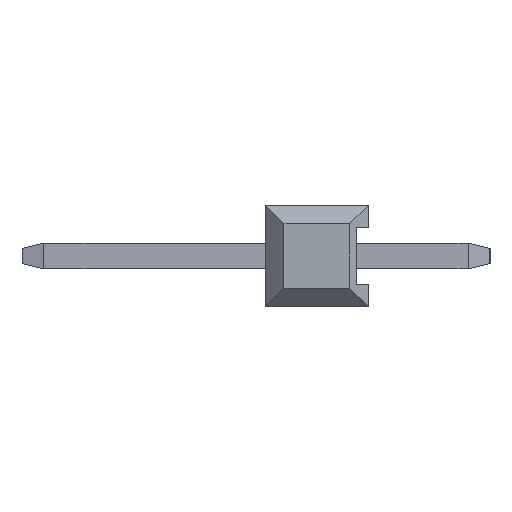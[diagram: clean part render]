
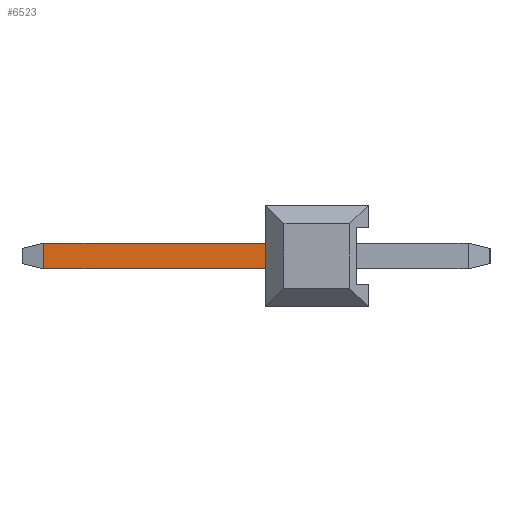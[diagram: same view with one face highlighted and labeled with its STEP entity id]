
A CAD part, left-side view. The second image highlights one B-rep face of the part: STEP entity #6523.
In plain terms, the highlighted planar face has unit normal (-1, 0, 0).
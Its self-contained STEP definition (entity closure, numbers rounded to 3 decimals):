
#1580 = PLANE ( 'NONE',  #8856 ) ;
#1581 = CARTESIAN_POINT ( 'NONE',  ( -0.32, 8.54, 0.32 ) ) ;
#1582 = DIRECTION ( 'NONE',  ( -1., 0., 0. ) ) ;
#1583 = DIRECTION ( 'NONE',  ( 0., 0., 1. ) ) ;
#6523 = ADVANCED_FACE ( 'NONE', ( #8849 ), #1580, .T. ) ;
#7921 = LINE ( 'NONE', #7922, #17177 ) ;
#7922 = CARTESIAN_POINT ( 'NONE',  ( -0.32, 2.54, -0.32 ) ) ;
#7923 = DIRECTION ( 'NONE',  ( 0., 0., 1. ) ) ;
#8567 = CARTESIAN_POINT ( 'NONE',  ( -0.32, 2.54, -0.32 ) ) ;
#8568 = CARTESIAN_POINT ( 'NONE',  ( -0.32, 2.54, 0.32 ) ) ;
#8597 = CARTESIAN_POINT ( 'NONE',  ( -0.32, 7.999, -0.32 ) ) ;
#8599 = CARTESIAN_POINT ( 'NONE',  ( -0.32, 7.999, 0.32 ) ) ;
#8849 = FACE_OUTER_BOUND ( 'NONE', #9618, .T. ) ;
#8856 = AXIS2_PLACEMENT_3D ( 'NONE', #1581, #1582, #1583 ) ;
#9618 = EDGE_LOOP ( 'NONE', ( #23028, #23030, #23029, #23031 ) ) ;
#11786 = EDGE_CURVE ( 'NONE', #15134, #15135, #7921, .T. ) ;
#13159 = VECTOR ( 'NONE', #13771, 1000. ) ;
#13769 = LINE ( 'NONE', #13770, #13159 ) ;
#13770 = CARTESIAN_POINT ( 'NONE',  ( -0.32, 8.54, 0.32 ) ) ;
#13771 = DIRECTION ( 'NONE',  ( 0., -1., 0. ) ) ;
#15134 = VERTEX_POINT ( 'NONE', #8567 ) ;
#15135 = VERTEX_POINT ( 'NONE', #8568 ) ;
#15164 = VERTEX_POINT ( 'NONE', #8597 ) ;
#15166 = VERTEX_POINT ( 'NONE', #8599 ) ;
#16018 = EDGE_CURVE ( 'NONE', #15166, #15135, #13769, .T. ) ;
#16223 = EDGE_CURVE ( 'NONE', #15164, #15134, #24915, .T. ) ;
#16237 = EDGE_CURVE ( 'NONE', #15166, #15164, #24977, .T. ) ;
#17177 = VECTOR ( 'NONE', #7923, 1000. ) ;
#23028 = ORIENTED_EDGE ( 'NONE', *, *, #16018, .F. ) ;
#23029 = ORIENTED_EDGE ( 'NONE', *, *, #16223, .T. ) ;
#23030 = ORIENTED_EDGE ( 'NONE', *, *, #16237, .T. ) ;
#23031 = ORIENTED_EDGE ( 'NONE', *, *, #11786, .T. ) ;
#23726 = VECTOR ( 'NONE', #24917, 1000. ) ;
#23748 = VECTOR ( 'NONE', #24979, 1000. ) ;
#24915 = LINE ( 'NONE', #24916, #23726 ) ;
#24916 = CARTESIAN_POINT ( 'NONE',  ( -0.32, 8.54, -0.32 ) ) ;
#24917 = DIRECTION ( 'NONE',  ( 0., -1., 0. ) ) ;
#24977 = LINE ( 'NONE', #24978, #23748 ) ;
#24978 = CARTESIAN_POINT ( 'NONE',  ( -0.32, 7.999, 0.32 ) ) ;
#24979 = DIRECTION ( 'NONE',  ( 0., 0., -1. ) ) ;
